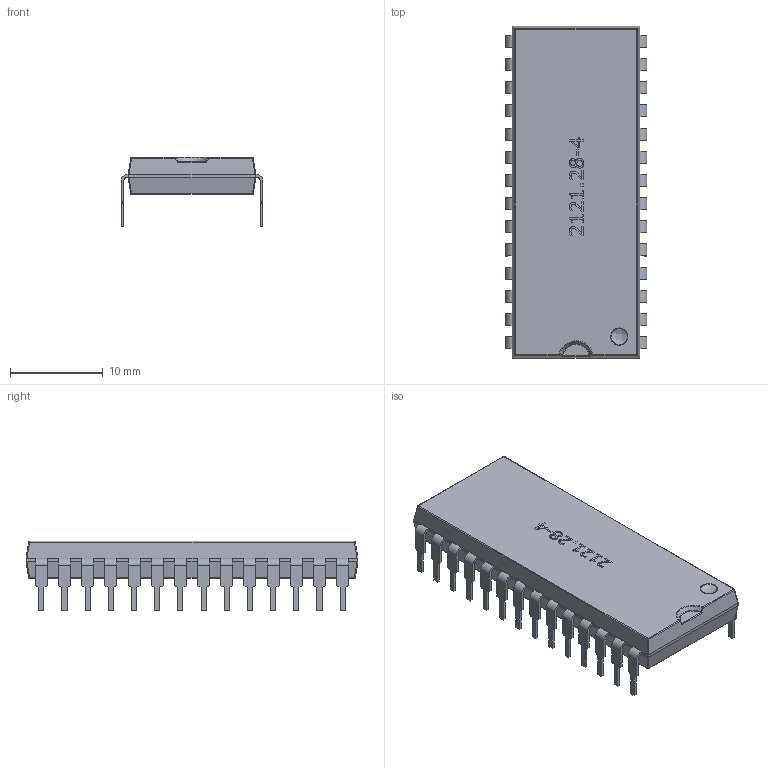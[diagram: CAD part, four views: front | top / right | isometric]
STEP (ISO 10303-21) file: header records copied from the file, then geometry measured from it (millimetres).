
FILE_DESCRIPTION (( 'STEP AP214' ), '1' );
FILE_NAME ('User Library-2121.28-4.STEP', '2022-03-01T09:36:39', ( '' ), ( '' ), 'SwSTEP 2.0', 'SolidWorks 2021', '' );
FILE_SCHEMA (( 'AUTOMOTIVE_DESIGN' ));
Length unit declared in the file: millimetre
Products named in the file (4): _X2_043C04300440043A04380440043E0432043A0430_X0_; _X2_0432044B0432043E0434_X0_; User Library-2121.28-4; _X2_043A043E0440043F04430441_X0_
Assembly tree (30 placements, depth 2):
  User Library-2121.28-4
    _X2_043A043E0440043F04430441_X0_
    _X2_0432044B0432043E0434_X0_  x28
    _X2_043C04300440043A04380440043E0432043A0430_X0_
Bounding box: 15.3 x 35.8 x 7.5 mm (x, y, z)
Volume: 1967.3 mm3; surface area: 1762.3 mm2
Topology: 38 solids, 38 shells, 532 faces, 1359 edges, 884 vertices
Faces by surface type: plane 375, bspline 78, cylinder 78, cone 1
Entity records: 9765 total; most frequent: CARTESIAN_POINT 2503, ORIENTED_EDGE 1058, DIRECTION 791, EDGE_CURVE 529, VERTEX_POINT 344, VECTOR 313, LINE 313, AXIS2_PLACEMENT_3D 239
